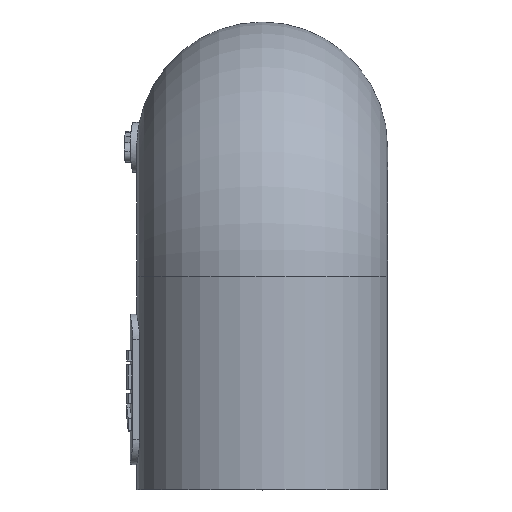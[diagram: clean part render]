
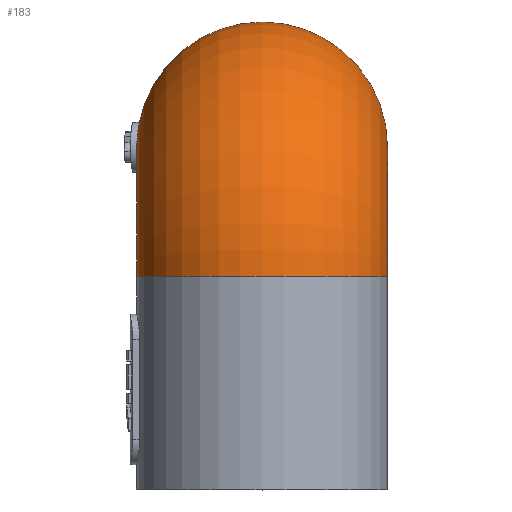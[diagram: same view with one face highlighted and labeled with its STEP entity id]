
A CAD part, top view. The second image highlights one B-rep face of the part: STEP entity #183.
In plain terms, the highlighted toroidal (fillet/blend) face has major radius 15.5 mm and minor radius 15 mm.
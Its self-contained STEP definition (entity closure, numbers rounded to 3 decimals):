
#138 = ORIENTED_EDGE ( 'NONE', *, *, #1702, .F. ) ;
#141 = DIRECTION ( 'NONE',  ( 1., 0., 0. ) ) ;
#183 = ADVANCED_FACE ( 'NONE', ( #1882, #1826 ), #2296, .T. ) ;
#655 = EDGE_LOOP ( 'NONE', ( #3654 ) ) ;
#990 = EDGE_LOOP ( 'NONE', ( #138 ) ) ;
#1658 = CARTESIAN_POINT ( 'NONE',  ( 0., -15.5, 0. ) ) ;
#1702 = EDGE_CURVE ( 'NONE', #3380, #3380, #4025, .T. ) ;
#1826 = FACE_OUTER_BOUND ( 'NONE', #990, .T. ) ;
#1882 = FACE_OUTER_BOUND ( 'NONE', #655, .T. ) ;
#2084 = DIRECTION ( 'NONE',  ( 1., 0., 0. ) ) ;
#2185 = AXIS2_PLACEMENT_3D ( 'NONE', #3917, #3511, #4230 ) ;
#2296 = TOROIDAL_SURFACE ( 'NONE', #2185, 15.5, 15. ) ;
#2412 = AXIS2_PLACEMENT_3D ( 'NONE', #4876, #2750, #141 ) ;
#2462 = CARTESIAN_POINT ( 'NONE',  ( 15., 0., -15.5 ) ) ;
#2633 = EDGE_CURVE ( 'NONE', #4805, #4805, #3260, .T. ) ;
#2750 = DIRECTION ( 'NONE',  ( 0., 0., 1. ) ) ;
#3260 = CIRCLE ( 'NONE', #2412, 15. ) ;
#3380 = VERTEX_POINT ( 'NONE', #4017 ) ;
#3511 = DIRECTION ( 'NONE',  ( 1., 0., 0. ) ) ;
#3654 = ORIENTED_EDGE ( 'NONE', *, *, #2633, .T. ) ;
#3917 = CARTESIAN_POINT ( 'NONE',  ( 0., -15.5, -15.5 ) ) ;
#4017 = CARTESIAN_POINT ( 'NONE',  ( 15., -15.5, 0. ) ) ;
#4025 = CIRCLE ( 'NONE', #4942, 15. ) ;
#4230 = DIRECTION ( 'NONE',  ( 0., 0., -1. ) ) ;
#4383 = DIRECTION ( 'NONE',  ( 0., -1., 0. ) ) ;
#4805 = VERTEX_POINT ( 'NONE', #2462 ) ;
#4876 = CARTESIAN_POINT ( 'NONE',  ( 0., 0., -15.5 ) ) ;
#4942 = AXIS2_PLACEMENT_3D ( 'NONE', #1658, #4383, #2084 ) ;
